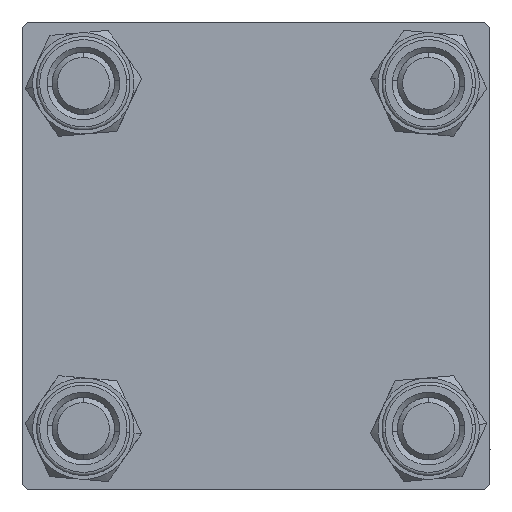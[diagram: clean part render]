
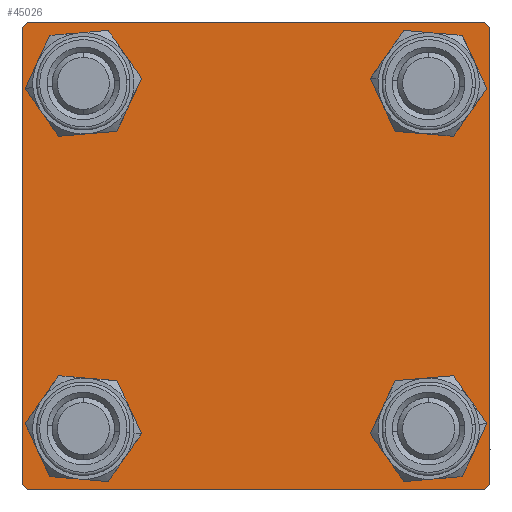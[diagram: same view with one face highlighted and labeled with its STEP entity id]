
A CAD part, left-side view. The second image highlights one B-rep face of the part: STEP entity #45026.
In plain terms, the highlighted planar face has unit normal (-1, 0, 0).
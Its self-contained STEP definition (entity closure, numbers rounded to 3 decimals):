
#735 = VERTEX_POINT ( 'NONE', #31175 ) ;
#774 = EDGE_CURVE ( 'NONE', #34949, #18319, #6179, .T. ) ;
#1774 = DIRECTION ( 'NONE',  ( 0., 0., 1. ) ) ;
#2383 = LINE ( 'NONE', #24480, #35340 ) ;
#2429 = CARTESIAN_POINT ( 'NONE',  ( 0., 16.6, 13.1 ) ) ;
#2559 = FACE_BOUND ( 'NONE', #23862, .T. ) ;
#2807 = DIRECTION ( 'NONE',  ( 0., 0., -1. ) ) ;
#2831 = DIRECTION ( 'NONE',  ( 0., -0.707, 0.707 ) ) ;
#2848 = PLANE ( 'NONE',  #38631 ) ;
#3128 = DIRECTION ( 'NONE',  ( 0., 0., 1. ) ) ;
#3778 = VERTEX_POINT ( 'NONE', #7360 ) ;
#5319 = DIRECTION ( 'NONE',  ( 0., -0.707, -0.707 ) ) ;
#5631 = EDGE_CURVE ( 'NONE', #42795, #47388, #5682, .T. ) ;
#5682 = LINE ( 'NONE', #45559, #51075 ) ;
#5832 = VECTOR ( 'NONE', #2807, 1000. ) ;
#6179 = LINE ( 'NONE', #45495, #50911 ) ;
#7360 = CARTESIAN_POINT ( 'NONE',  ( 0., -16.6, 20.1 ) ) ;
#7687 = CARTESIAN_POINT ( 'NONE',  ( 0., -22.5, 22.5 ) ) ;
#7728 = DIRECTION ( 'NONE',  ( -1., 0., 0. ) ) ;
#7981 = LINE ( 'NONE', #38395, #8269 ) ;
#8128 = CARTESIAN_POINT ( 'NONE',  ( 0., 22.25, 22.25 ) ) ;
#8269 = VECTOR ( 'NONE', #2831, 1000. ) ;
#8988 = VECTOR ( 'NONE', #56640, 1000. ) ;
#9086 = CARTESIAN_POINT ( 'NONE',  ( 0., -16.6, 13.1 ) ) ;
#9232 = EDGE_CURVE ( 'NONE', #17925, #42795, #43707, .T. ) ;
#9376 = DIRECTION ( 'NONE',  ( 0., 0., 1. ) ) ;
#9929 = CARTESIAN_POINT ( 'NONE',  ( 0., -22., 22.5 ) ) ;
#9991 = CARTESIAN_POINT ( 'NONE',  ( 0., 22.5, 22. ) ) ;
#10081 = EDGE_CURVE ( 'NONE', #27614, #33150, #41199, .T. ) ;
#10398 = EDGE_CURVE ( 'NONE', #16241, #45581, #39361, .T. ) ;
#11390 = ORIENTED_EDGE ( 'NONE', *, *, #774, .T. ) ;
#11710 = EDGE_CURVE ( 'NONE', #34949, #735, #55341, .T. ) ;
#11771 = VERTEX_POINT ( 'NONE', #9086 ) ;
#12013 = FACE_BOUND ( 'NONE', #42409, .T. ) ;
#12117 = CARTESIAN_POINT ( 'NONE',  ( 0., 16.6, 16.6 ) ) ;
#12328 = EDGE_CURVE ( 'NONE', #45581, #16241, #42507, .T. ) ;
#12844 = CARTESIAN_POINT ( 'NONE',  ( 0., 22.5, 22.5 ) ) ;
#13320 = DIRECTION ( 'NONE',  ( 0., 0., 1. ) ) ;
#13428 = ORIENTED_EDGE ( 'NONE', *, *, #40862, .T. ) ;
#13537 = ORIENTED_EDGE ( 'NONE', *, *, #23444, .T. ) ;
#15359 = DIRECTION ( 'NONE',  ( 0., 0., 1. ) ) ;
#15753 = FACE_BOUND ( 'NONE', #55809, .T. ) ;
#15927 = DIRECTION ( 'NONE',  ( 1., 0., 0. ) ) ;
#15929 = EDGE_CURVE ( 'NONE', #3778, #11771, #33290, .T. ) ;
#16155 = CARTESIAN_POINT ( 'NONE',  ( 0., 16.6, -13.1 ) ) ;
#16241 = VERTEX_POINT ( 'NONE', #42823 ) ;
#17314 = AXIS2_PLACEMENT_3D ( 'NONE', #24548, #15927, #15359 ) ;
#17703 = DIRECTION ( 'NONE',  ( 1., 0., 0. ) ) ;
#17913 = DIRECTION ( 'NONE',  ( 1., 0., 0. ) ) ;
#17925 = VERTEX_POINT ( 'NONE', #32419 ) ;
#18319 = VERTEX_POINT ( 'NONE', #9929 ) ;
#18837 = EDGE_CURVE ( 'NONE', #25731, #36448, #48068, .T. ) ;
#19188 = AXIS2_PLACEMENT_3D ( 'NONE', #50215, #55391, #45331 ) ;
#19773 = FACE_OUTER_BOUND ( 'NONE', #35051, .T. ) ;
#20551 = CARTESIAN_POINT ( 'NONE',  ( 0., -22., -22.5 ) ) ;
#21167 = ORIENTED_EDGE ( 'NONE', *, *, #11710, .F. ) ;
#21834 = AXIS2_PLACEMENT_3D ( 'NONE', #47788, #17913, #13320 ) ;
#22863 = EDGE_CURVE ( 'NONE', #11771, #3778, #26162, .T. ) ;
#23122 = ORIENTED_EDGE ( 'NONE', *, *, #9232, .T. ) ;
#23444 = EDGE_CURVE ( 'NONE', #28269, #44462, #2383, .T. ) ;
#23862 = EDGE_LOOP ( 'NONE', ( #25147, #52654 ) ) ;
#24480 = CARTESIAN_POINT ( 'NONE',  ( 0., 22.5, -22.5 ) ) ;
#24548 = CARTESIAN_POINT ( 'NONE',  ( 0., -16.6, -16.6 ) ) ;
#25132 = ORIENTED_EDGE ( 'NONE', *, *, #22863, .T. ) ;
#25147 = ORIENTED_EDGE ( 'NONE', *, *, #10081, .T. ) ;
#25530 = ORIENTED_EDGE ( 'NONE', *, *, #12328, .T. ) ;
#25731 = VERTEX_POINT ( 'NONE', #16155 ) ;
#26017 = CARTESIAN_POINT ( 'NONE',  ( 0., -16.6, 16.6 ) ) ;
#26162 = CIRCLE ( 'NONE', #48192, 3.5 ) ;
#27335 = DIRECTION ( 'NONE',  ( 1., 0., 0. ) ) ;
#27614 = VERTEX_POINT ( 'NONE', #39026 ) ;
#27803 = AXIS2_PLACEMENT_3D ( 'NONE', #48889, #27335, #54031 ) ;
#28054 = ORIENTED_EDGE ( 'NONE', *, *, #52757, .F. ) ;
#28269 = VERTEX_POINT ( 'NONE', #32592 ) ;
#28494 = DIRECTION ( 'NONE',  ( 0., 0., 1. ) ) ;
#28737 = CARTESIAN_POINT ( 'NONE',  ( 0., -16.6, -20.1 ) ) ;
#29280 = AXIS2_PLACEMENT_3D ( 'NONE', #54023, #48882, #1774 ) ;
#29333 = CARTESIAN_POINT ( 'NONE',  ( 0., -22.5, 22. ) ) ;
#29632 = DIRECTION ( 'NONE',  ( 1., 0., 0. ) ) ;
#29755 = ORIENTED_EDGE ( 'NONE', *, *, #18837, .T. ) ;
#30626 = DIRECTION ( 'NONE',  ( 0., -1., 0. ) ) ;
#31175 = CARTESIAN_POINT ( 'NONE',  ( 0., -22.5, -22. ) ) ;
#31210 = LINE ( 'NONE', #12844, #33721 ) ;
#32419 = CARTESIAN_POINT ( 'NONE',  ( 0., 22., 22.5 ) ) ;
#32592 = CARTESIAN_POINT ( 'NONE',  ( 0., 22., -22.5 ) ) ;
#33150 = VERTEX_POINT ( 'NONE', #28737 ) ;
#33290 = CIRCLE ( 'NONE', #27803, 3.5 ) ;
#33721 = VECTOR ( 'NONE', #30626, 1000. ) ;
#34949 = VERTEX_POINT ( 'NONE', #29333 ) ;
#35051 = EDGE_LOOP ( 'NONE', ( #43774, #38053, #13537, #13428, #21167, #11390, #28054, #23122 ) ) ;
#35199 = DIRECTION ( 'NONE',  ( 0., 0., 1. ) ) ;
#35340 = VECTOR ( 'NONE', #47922, 1000. ) ;
#36053 = EDGE_CURVE ( 'NONE', #36448, #25731, #46580, .T. ) ;
#36174 = CARTESIAN_POINT ( 'NONE',  ( 0., 16.6, -20.1 ) ) ;
#36448 = VERTEX_POINT ( 'NONE', #36174 ) ;
#36994 = AXIS2_PLACEMENT_3D ( 'NONE', #12117, #29632, #28494 ) ;
#38053 = ORIENTED_EDGE ( 'NONE', *, *, #41343, .T. ) ;
#38395 = CARTESIAN_POINT ( 'NONE',  ( 0., -22.25, -22.25 ) ) ;
#38631 = AXIS2_PLACEMENT_3D ( 'NONE', #42460, #7728, #3128 ) ;
#39026 = CARTESIAN_POINT ( 'NONE',  ( 0., -16.6, -13.1 ) ) ;
#39361 = CIRCLE ( 'NONE', #19188, 3.5 ) ;
#39427 = ORIENTED_EDGE ( 'NONE', *, *, #15929, .T. ) ;
#40224 = CIRCLE ( 'NONE', #17314, 3.5 ) ;
#40862 = EDGE_CURVE ( 'NONE', #44462, #735, #7981, .T. ) ;
#41189 = DIRECTION ( 'NONE',  ( 0., 0.707, 0.707 ) ) ;
#41199 = CIRCLE ( 'NONE', #29280, 3.5 ) ;
#41343 = EDGE_CURVE ( 'NONE', #47388, #28269, #49782, .T. ) ;
#42181 = FACE_BOUND ( 'NONE', #53437, .T. ) ;
#42409 = EDGE_LOOP ( 'NONE', ( #54441, #25530 ) ) ;
#42460 = CARTESIAN_POINT ( 'NONE',  ( 0., 0., 0. ) ) ;
#42507 = CIRCLE ( 'NONE', #36994, 3.5 ) ;
#42795 = VERTEX_POINT ( 'NONE', #9991 ) ;
#42823 = CARTESIAN_POINT ( 'NONE',  ( 0., 16.6, 20.1 ) ) ;
#43707 = LINE ( 'NONE', #8128, #8988 ) ;
#43774 = ORIENTED_EDGE ( 'NONE', *, *, #5631, .T. ) ;
#44435 = DIRECTION ( 'NONE',  ( 0., 0., -1. ) ) ;
#44462 = VERTEX_POINT ( 'NONE', #20551 ) ;
#45026 = ADVANCED_FACE ( 'NONE', ( #42181, #2559, #15753, #12013, #19773 ), #2848, .T. ) ;
#45331 = DIRECTION ( 'NONE',  ( 0., 0., 1. ) ) ;
#45495 = CARTESIAN_POINT ( 'NONE',  ( 0., -22.25, 22.25 ) ) ;
#45559 = CARTESIAN_POINT ( 'NONE',  ( 0., 22.5, 22.5 ) ) ;
#45581 = VERTEX_POINT ( 'NONE', #2429 ) ;
#46580 = CIRCLE ( 'NONE', #21834, 3.5 ) ;
#47388 = VERTEX_POINT ( 'NONE', #50420 ) ;
#47694 = VECTOR ( 'NONE', #5319, 1000. ) ;
#47788 = CARTESIAN_POINT ( 'NONE',  ( 0., 16.6, -16.6 ) ) ;
#47922 = DIRECTION ( 'NONE',  ( 0., -1., 0. ) ) ;
#48068 = CIRCLE ( 'NONE', #52657, 3.5 ) ;
#48192 = AXIS2_PLACEMENT_3D ( 'NONE', #26017, #52164, #9376 ) ;
#48882 = DIRECTION ( 'NONE',  ( 1., 0., 0. ) ) ;
#48889 = CARTESIAN_POINT ( 'NONE',  ( 0., -16.6, 16.6 ) ) ;
#48926 = ORIENTED_EDGE ( 'NONE', *, *, #36053, .T. ) ;
#49313 = EDGE_CURVE ( 'NONE', #33150, #27614, #40224, .T. ) ;
#49782 = LINE ( 'NONE', #54086, #47694 ) ;
#50215 = CARTESIAN_POINT ( 'NONE',  ( 0., 16.6, 16.6 ) ) ;
#50420 = CARTESIAN_POINT ( 'NONE',  ( 0., 22.5, -22. ) ) ;
#50911 = VECTOR ( 'NONE', #41189, 1000. ) ;
#51075 = VECTOR ( 'NONE', #44435, 1000. ) ;
#52164 = DIRECTION ( 'NONE',  ( 1., 0., 0. ) ) ;
#52654 = ORIENTED_EDGE ( 'NONE', *, *, #49313, .T. ) ;
#52657 = AXIS2_PLACEMENT_3D ( 'NONE', #52731, #17703, #35199 ) ;
#52731 = CARTESIAN_POINT ( 'NONE',  ( 0., 16.6, -16.6 ) ) ;
#52757 = EDGE_CURVE ( 'NONE', #17925, #18319, #31210, .T. ) ;
#53437 = EDGE_LOOP ( 'NONE', ( #39427, #25132 ) ) ;
#54023 = CARTESIAN_POINT ( 'NONE',  ( 0., -16.6, -16.6 ) ) ;
#54031 = DIRECTION ( 'NONE',  ( 0., 0., 1. ) ) ;
#54086 = CARTESIAN_POINT ( 'NONE',  ( 0., 22.25, -22.25 ) ) ;
#54441 = ORIENTED_EDGE ( 'NONE', *, *, #10398, .T. ) ;
#55341 = LINE ( 'NONE', #7687, #5832 ) ;
#55391 = DIRECTION ( 'NONE',  ( 1., 0., 0. ) ) ;
#55809 = EDGE_LOOP ( 'NONE', ( #29755, #48926 ) ) ;
#56640 = DIRECTION ( 'NONE',  ( 0., 0.707, -0.707 ) ) ;
